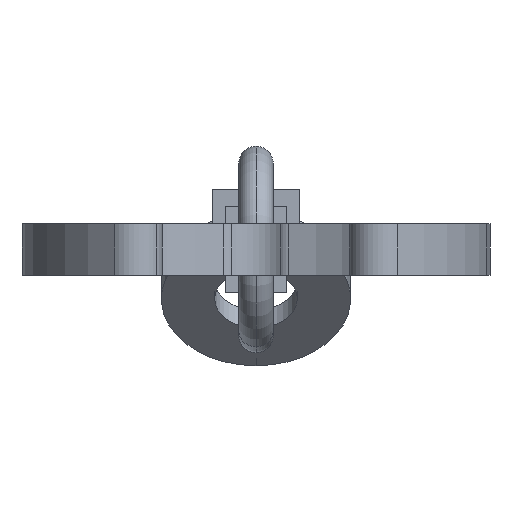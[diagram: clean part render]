
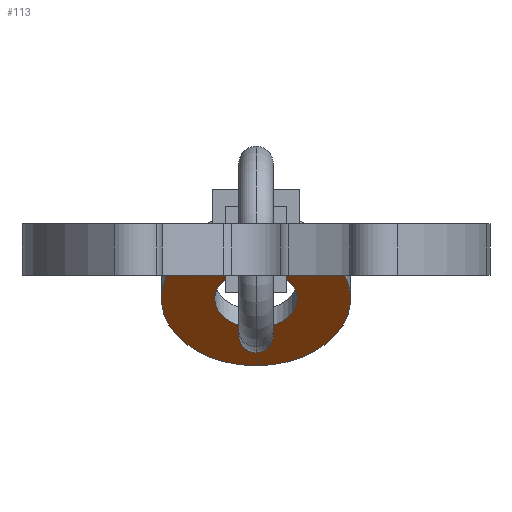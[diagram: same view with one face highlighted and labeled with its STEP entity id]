
A CAD part, left-side view. The second image highlights one B-rep face of the part: STEP entity #113.
In plain terms, the highlighted planar face has unit normal (-0.707, 0, -0.707).
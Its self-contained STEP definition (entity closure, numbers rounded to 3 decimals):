
#113=ADVANCED_FACE('',(#269,#270),#271,.T.);
#269=FACE_OUTER_BOUND('',#474,.T.);
#270=FACE_BOUND('',#475,.T.);
#271=PLANE('',#476);
#474=EDGE_LOOP('',(#726,#727,#728,#729,#730));
#475=EDGE_LOOP('',(#731,#732));
#476=AXIS2_PLACEMENT_3D('',#733,#734,#735);
#726=ORIENTED_EDGE('',*,*,#1224,.T.);
#727=ORIENTED_EDGE('',*,*,#1226,.F.);
#728=ORIENTED_EDGE('',*,*,#1231,.T.);
#729=ORIENTED_EDGE('',*,*,#1194,.T.);
#730=ORIENTED_EDGE('',*,*,#1200,.T.);
#731=ORIENTED_EDGE('',*,*,#1191,.T.);
#732=ORIENTED_EDGE('',*,*,#1202,.T.);
#733=CARTESIAN_POINT('',(193.328,-2.5,2.747));
#734=DIRECTION('',(-0.707,0.,-0.707));
#735=DIRECTION('',(-0.707,0.0,0.707));
#1191=EDGE_CURVE('',#1409,#1413,#1415,.T.);
#1194=EDGE_CURVE('',#1420,#1417,#1421,.T.);
#1200=EDGE_CURVE('',#1417,#1428,#1430,.T.);
#1202=EDGE_CURVE('',#1413,#1409,#1432,.T.);
#1224=EDGE_CURVE('',#1428,#1463,#1465,.T.);
#1226=EDGE_CURVE('',#1467,#1463,#1468,.T.);
#1231=EDGE_CURVE('',#1467,#1420,#1473,.T.);
#1409=VERTEX_POINT('',#1733);
#1413=VERTEX_POINT('',#1738);
#1415=CIRCLE('',#1741,2.4);
#1417=VERTEX_POINT('',#1743);
#1420=VERTEX_POINT('',#1747);
#1421=CIRCLE('',#1748,5.5);
#1428=VERTEX_POINT('',#1756);
#1430=CIRCLE('',#1759,5.5);
#1432=CIRCLE('',#1761,2.4);
#1463=VERTEX_POINT('',#1806);
#1465=LINE('',#1809,#1810);
#1467=VERTEX_POINT('',#1812);
#1468=LINE('',#1813,#1814);
#1473=LINE('',#1821,#1822);
#1733=CARTESIAN_POINT('',(200.636,0.,-4.561));
#1738=CARTESIAN_POINT('',(197.242,0.,-1.167));
#1741=AXIS2_PLACEMENT_3D('',#2131,#2132,#2133);
#1743=CARTESIAN_POINT('',(202.828,0.,-6.753));
#1747=CARTESIAN_POINT('',(195.475,2.5,0.6));
#1748=AXIS2_PLACEMENT_3D('',#2135,#2136,#2137);
#1756=CARTESIAN_POINT('',(195.475,-2.5,0.6));
#1759=AXIS2_PLACEMENT_3D('',#2146,#2147,#2148);
#1761=AXIS2_PLACEMENT_3D('',#2149,#2150,#2151);
#1806=CARTESIAN_POINT('',(193.328,-2.5,2.747));
#1809=CARTESIAN_POINT('',(198.939,-2.5,-2.864));
#1810=VECTOR('',#2170,1000.0);
#1812=CARTESIAN_POINT('',(193.328,2.5,2.747));
#1813=CARTESIAN_POINT('',(193.328,-2.5,2.747));
#1814=VECTOR('',#2171,1000.0);
#1821=CARTESIAN_POINT('',(198.939,2.5,-2.864));
#1822=VECTOR('',#2174,1000.0);
#2131=CARTESIAN_POINT('',(198.939,0.,-2.864));
#2132=DIRECTION('',(0.707,0.,0.707));
#2133=DIRECTION('',(0.707,0.,-0.707));
#2135=CARTESIAN_POINT('',(198.939,0.,-2.864));
#2136=DIRECTION('',(-0.707,0.,-0.707));
#2137=DIRECTION('',(0.707,0.,-0.707));
#2146=CARTESIAN_POINT('',(198.939,0.,-2.864));
#2147=DIRECTION('',(-0.707,0.,-0.707));
#2148=DIRECTION('',(0.707,0.,-0.707));
#2149=CARTESIAN_POINT('',(198.939,0.,-2.864));
#2150=DIRECTION('',(0.707,0.,0.707));
#2151=DIRECTION('',(0.707,0.,-0.707));
#2170=DIRECTION('',(-0.707,0.,0.707));
#2171=DIRECTION('',(0.0,-1.0,0.));
#2174=DIRECTION('',(0.707,0.,-0.707));
